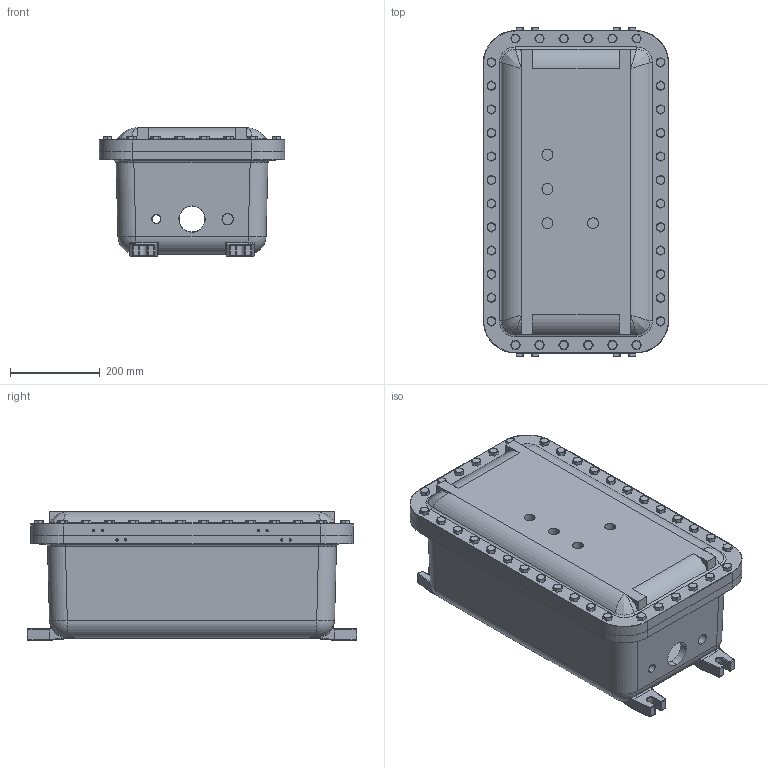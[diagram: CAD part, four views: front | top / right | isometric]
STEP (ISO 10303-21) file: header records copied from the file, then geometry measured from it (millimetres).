
FILE_DESCRIPTION (( 'STEP AP203' ), '1' );
FILE_NAME ('SA1999.STEP', '2014-11-13T16:03:53', ( 'user' ), ( 'Microsoft' ), 'SwSTEP 2.0', 'SolidWorks 2014', '' );
FILE_SCHEMA (( 'CONFIG_CONTROL_DESIGN' ));
Length unit declared in the file: inch
Products named in the file (9): 4363; 5264_5264-10; 2-217; SA1999-3A; 1-12; SA1999; SA1999-1; SA1999-2; SA1999-3
Assembly tree (64 placements, depth 3):
  SA1999
    SA1999-1
    SA1999-2
    SA1999-3A
      SA1999-3
      4363  x8
      5264_5264-10  x8
      2-217  x8
    1-12  x36
Bounding box: 412.75 x 733.42 x 285.75 mm (x, y, z)
Volume: 21750833.6 mm3; surface area: 2539610.9 mm2
Topology: 63 solids, 63 shells, 1946 faces, 4982 edges, 3168 vertices
Faces by surface type: cylinder 976, plane 587, cone 256, bspline 56, sphere 44, torus 27
Entity records: 28976 total; most frequent: CARTESIAN_POINT 7535, DIRECTION 4118, ORIENTED_EDGE 3876, EDGE_CURVE 1938, AXIS2_PLACEMENT_3D 1652, VERTEX_POINT 1222, EDGE_LOOP 1002, CIRCLE 884
